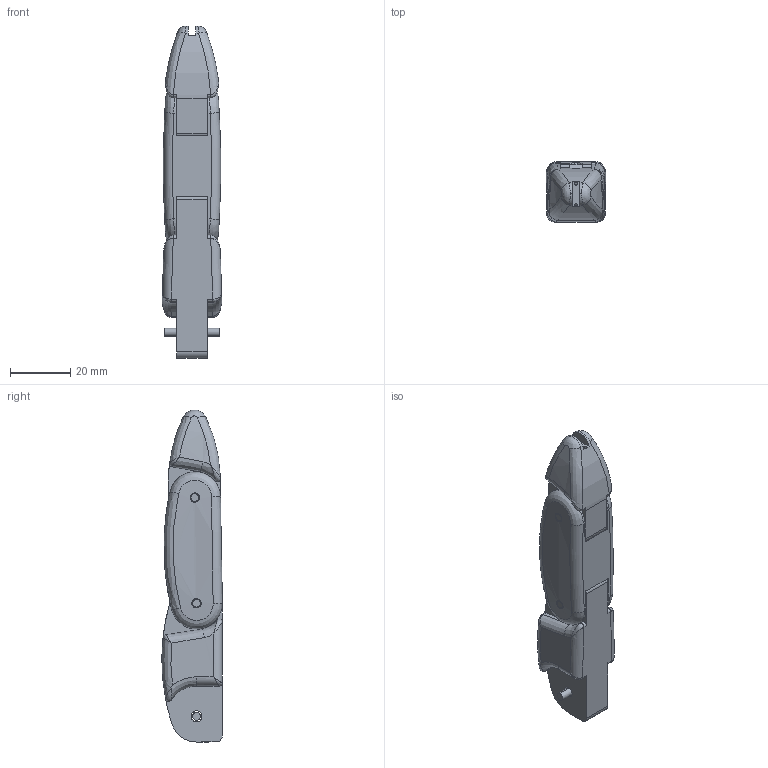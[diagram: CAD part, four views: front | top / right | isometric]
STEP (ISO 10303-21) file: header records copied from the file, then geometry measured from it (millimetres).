
FILE_DESCRIPTION (( 'STEP AP203' ), '1' );
FILE_NAME ('Middle-finger-design-2.STEP', '2024-02-06T22:13:09', ( '' ), ( '' ), 'SwSTEP 2.0', 'SolidWorks 2022', '' );
FILE_SCHEMA (( 'CONFIG_CONTROL_DESIGN' ));
Length unit declared in the file: millimetre
Products named in the file (7): Middle-finger-design-2; Pin3-2; Pin2-2; Pin1-2; intermedite_Phalanges_2; Distal_phalanges_2; Proximal_phlanges_2
Assembly tree (6 placements, depth 2):
  Middle-finger-design-2
    Distal_phalanges_2
    intermedite_Phalanges_2
    Pin1-2
    Pin2-2
    Pin3-2
    Proximal_phlanges_2
Bounding box: 19.64 x 20 x 109.96 mm (x, y, z)
Volume: 26188.3 mm3; surface area: 13213.9 mm2
Topology: 6 solids, 6 shells, 231 faces, 639 edges, 395 vertices
Faces by surface type: cylinder 103, plane 70, bspline 46, cone 6, torus 6
Entity records: 10912 total; most frequent: CARTESIAN_POINT 4555, ORIENTED_EDGE 1254, DIRECTION 1132, EDGE_CURVE 627, AXIS2_PLACEMENT_3D 433, VERTEX_POINT 395, VECTOR 266, LINE 266
